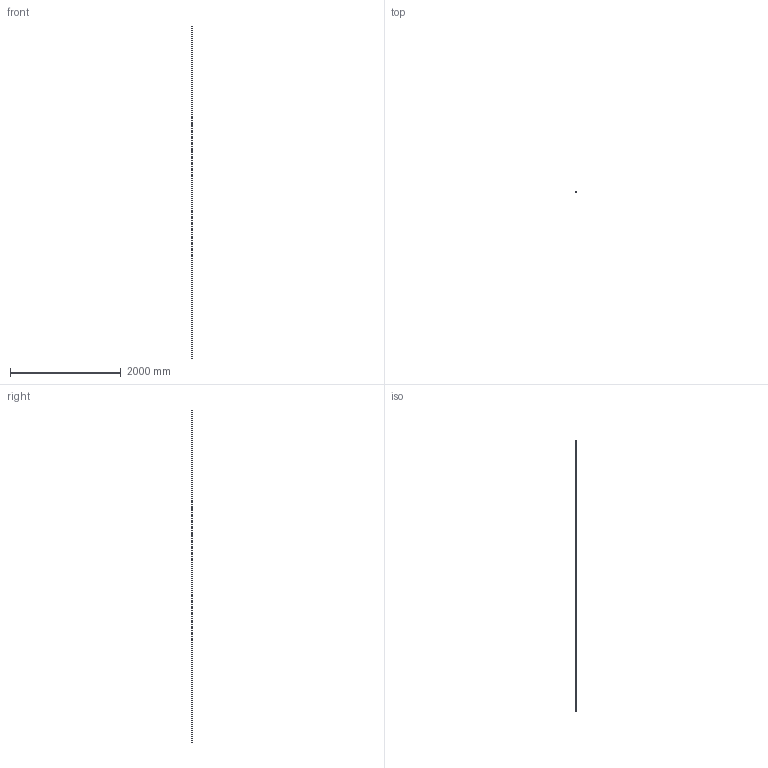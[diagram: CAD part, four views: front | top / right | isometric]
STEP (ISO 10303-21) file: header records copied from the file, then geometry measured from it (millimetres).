
FILE_DESCRIPTION (( 'STEP AP203' ), '1' );
FILE_NAME ('57201-ST.step', '2021-12-22T10:33:19', ( '' ), ( '' ), 'SwSTEP 2.0', 'SolidWorks 2018', '' );
FILE_SCHEMA (( 'CONFIG_CONTROL_DESIGN' ));
Length unit declared in the file: millimetre
Products named in the file (2): 57201-ST
Bounding box: 14 x 14 x 6000 mm (x, y, z)
Volume: 923628.1 mm3; surface area: 264206.7 mm2
Topology: 1 solids, 1 shells, 202 faces, 540 edges, 360 vertices
Faces by surface type: plane 114, bspline 86, cylinder 2
Entity records: 10831 total; most frequent: CARTESIAN_POINT 6214, ORIENTED_EDGE 1080, DIRECTION 608, EDGE_CURVE 540, LINE 364, VECTOR 364, VERTEX_POINT 360, EDGE_LOOP 222
